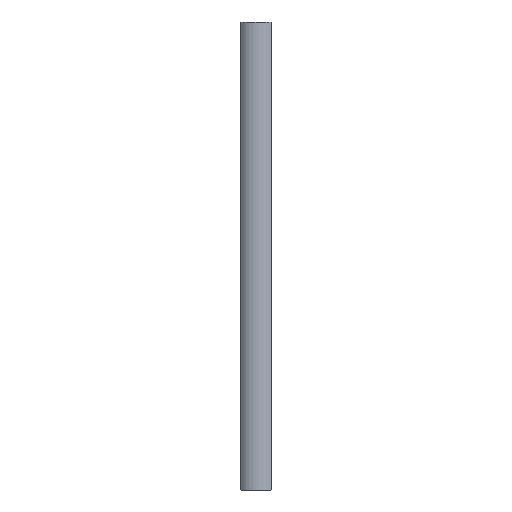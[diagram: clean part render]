
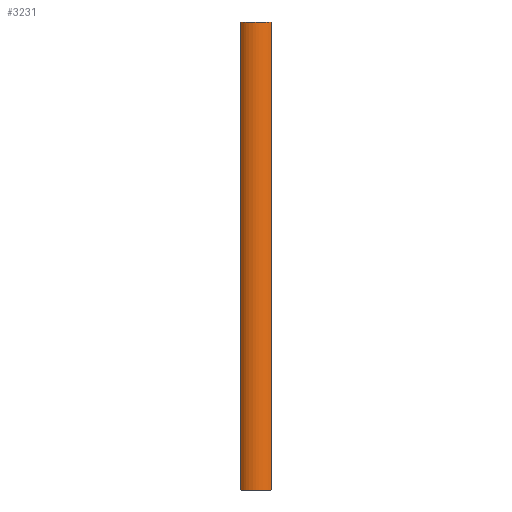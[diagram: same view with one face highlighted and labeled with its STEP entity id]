
A CAD part, front view. The second image highlights one B-rep face of the part: STEP entity #3231.
In plain terms, the highlighted cylindrical face has radius 45 mm (diameter 90 mm), a partial arc.
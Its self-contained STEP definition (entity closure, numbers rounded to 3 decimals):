
#198 = CARTESIAN_POINT ( 'NONE',  ( 32., -31.639, -1000. ) ) ;
#338 = EDGE_CURVE ( 'NONE', #1972, #1727, #1384, .T. ) ;
#399 =( BOUNDED_CURVE ( )  B_SPLINE_CURVE ( 3, ( #638, #1343, #1641, #3001 ),
 .UNSPECIFIED., .F., .T. ) 
 B_SPLINE_CURVE_WITH_KNOTS ( ( 4, 4 ),
 ( 0.778, 0.78 ),
 .UNSPECIFIED. ) 
 CURVE ( )  GEOMETRIC_REPRESENTATION_ITEM ( )  RATIONAL_B_SPLINE_CURVE ( ( 1., 1., 1., 1. ) ) 
 REPRESENTATION_ITEM ( '' )  );
#482 = CARTESIAN_POINT ( 'NONE',  ( 32., -31.639, 0. ) ) ;
#579 = DIRECTION ( 'NONE',  ( 1., 0., 0. ) ) ;
#638 = CARTESIAN_POINT ( 'NONE',  ( 32.069, -31.569, -999.931 ) ) ;
#744 = LINE ( 'NONE', #766, #943 ) ;
#766 = CARTESIAN_POINT ( 'NONE',  ( -32.069, -31.569, -4000. ) ) ;
#789 = ORIENTED_EDGE ( 'NONE', *, *, #2830, .T. ) ;
#864 = CARTESIAN_POINT ( 'NONE',  ( 32.046, -31.592, -0.046 ) ) ;
#934 = CARTESIAN_POINT ( 'NONE',  ( 0., 0., -1000. ) ) ;
#943 = VECTOR ( 'NONE', #1447, 1000. ) ;
#1031 = ORIENTED_EDGE ( 'NONE', *, *, #2869, .T. ) ;
#1049 = ORIENTED_EDGE ( 'NONE', *, *, #338, .F. ) ;
#1074 = CIRCLE ( 'NONE', #2977, 45. ) ;
#1092 = CARTESIAN_POINT ( 'NONE',  ( -32.023, -31.615, -0.023 ) ) ;
#1096 = VECTOR ( 'NONE', #3536, 1000. ) ;
#1109 = LINE ( 'NONE', #3755, #1096 ) ;
#1198 = VERTEX_POINT ( 'NONE', #2352 ) ;
#1244 = VERTEX_POINT ( 'NONE', #482 ) ;
#1321 = EDGE_CURVE ( 'NONE', #1198, #1781, #1440, .T. ) ;
#1343 = CARTESIAN_POINT ( 'NONE',  ( 32.046, -31.592, -999.954 ) ) ;
#1384 =( BOUNDED_CURVE ( )  B_SPLINE_CURVE ( 3, ( #1963, #2296, #3977, #4334 ),
 .UNSPECIFIED., .F., .T. ) 
 B_SPLINE_CURVE_WITH_KNOTS ( ( 4, 4 ),
 ( 5.503, 5.506 ),
 .UNSPECIFIED. ) 
 CURVE ( )  GEOMETRIC_REPRESENTATION_ITEM ( )  RATIONAL_B_SPLINE_CURVE ( ( 1., 1., 1., 1. ) ) 
 REPRESENTATION_ITEM ( '' )  );
#1440 =( BOUNDED_CURVE ( )  B_SPLINE_CURVE ( 3, ( #4100, #1092, #3886, #3223 ),
 .UNSPECIFIED., .F., .F. ) 
 B_SPLINE_CURVE_WITH_KNOTS ( ( 4, 4 ),
 ( 2.362, 2.364 ),
 .UNSPECIFIED. ) 
 CURVE ( )  GEOMETRIC_REPRESENTATION_ITEM ( )  RATIONAL_B_SPLINE_CURVE ( ( 1., 1., 1., 1. ) ) 
 REPRESENTATION_ITEM ( '' )  );
#1447 = DIRECTION ( 'NONE',  ( 0., 0., -1. ) ) ;
#1451 = EDGE_CURVE ( 'NONE', #1920, #1972, #4090, .T. ) ;
#1520 = CARTESIAN_POINT ( 'NONE',  ( 0., 0., -4000. ) ) ;
#1563 = CARTESIAN_POINT ( 'NONE',  ( -32., -31.639, -1000. ) ) ;
#1598 = EDGE_CURVE ( 'NONE', #1198, #1244, #1074, .T. ) ;
#1641 = CARTESIAN_POINT ( 'NONE',  ( 32.023, -31.615, -999.977 ) ) ;
#1695 = DIRECTION ( 'NONE',  ( 0., -1., 0. ) ) ;
#1727 = VERTEX_POINT ( 'NONE', #3290 ) ;
#1781 = VERTEX_POINT ( 'NONE', #3387 ) ;
#1798 = EDGE_LOOP ( 'NONE', ( #3576, #1031, #789, #3355, #2968, #3987, #1049, #2168 ) ) ;
#1857 = DIRECTION ( 'NONE',  ( 0., 0., 1. ) ) ;
#1920 = VERTEX_POINT ( 'NONE', #198 ) ;
#1963 = CARTESIAN_POINT ( 'NONE',  ( -32., -31.639, -1000. ) ) ;
#1972 = VERTEX_POINT ( 'NONE', #1563 ) ;
#2129 = CARTESIAN_POINT ( 'NONE',  ( 32.069, -31.569, -0.069 ) ) ;
#2140 = VERTEX_POINT ( 'NONE', #2843 ) ;
#2151 = VERTEX_POINT ( 'NONE', #2129 ) ;
#2168 = ORIENTED_EDGE ( 'NONE', *, *, #1451, .F. ) ;
#2199 = CYLINDRICAL_SURFACE ( 'NONE', #2773, 45. ) ;
#2215 = EDGE_CURVE ( 'NONE', #2140, #1920, #399, .T. ) ;
#2296 = CARTESIAN_POINT ( 'NONE',  ( -32.023, -31.615, -999.977 ) ) ;
#2318 = EDGE_CURVE ( 'NONE', #1781, #1727, #744, .T. ) ;
#2352 = CARTESIAN_POINT ( 'NONE',  ( -32., -31.639, 0. ) ) ;
#2493 = CARTESIAN_POINT ( 'NONE',  ( 0., 0., 0. ) ) ;
#2637 =( BOUNDED_CURVE ( )  B_SPLINE_CURVE ( 3, ( #3798, #864, #3408, #4119 ),
 .UNSPECIFIED., .F., .T. ) 
 B_SPLINE_CURVE_WITH_KNOTS ( ( 4, 4 ),
 ( 3.919, 3.921 ),
 .UNSPECIFIED. ) 
 CURVE ( )  GEOMETRIC_REPRESENTATION_ITEM ( )  RATIONAL_B_SPLINE_CURVE ( ( 1., 1., 1., 1. ) ) 
 REPRESENTATION_ITEM ( '' )  );
#2689 = DIRECTION ( 'NONE',  ( 0., 0., -1. ) ) ;
#2773 = AXIS2_PLACEMENT_3D ( 'NONE', #1520, #4163, #3543 ) ;
#2830 = EDGE_CURVE ( 'NONE', #2151, #1244, #2637, .T. ) ;
#2843 = CARTESIAN_POINT ( 'NONE',  ( 32.069, -31.569, -999.931 ) ) ;
#2869 = EDGE_CURVE ( 'NONE', #2140, #2151, #1109, .T. ) ;
#2968 = ORIENTED_EDGE ( 'NONE', *, *, #1321, .T. ) ;
#2977 = AXIS2_PLACEMENT_3D ( 'NONE', #2493, #1857, #579 ) ;
#3001 = CARTESIAN_POINT ( 'NONE',  ( 32., -31.639, -1000. ) ) ;
#3040 = AXIS2_PLACEMENT_3D ( 'NONE', #934, #2689, #1695 ) ;
#3223 = CARTESIAN_POINT ( 'NONE',  ( -32.069, -31.569, -0.069 ) ) ;
#3231 = ADVANCED_FACE ( 'NONE', ( #3477 ), #2199, .T. ) ;
#3290 = CARTESIAN_POINT ( 'NONE',  ( -32.069, -31.569, -999.931 ) ) ;
#3355 = ORIENTED_EDGE ( 'NONE', *, *, #1598, .F. ) ;
#3387 = CARTESIAN_POINT ( 'NONE',  ( -32.069, -31.569, -0.069 ) ) ;
#3408 = CARTESIAN_POINT ( 'NONE',  ( 32.023, -31.615, -0.023 ) ) ;
#3477 = FACE_OUTER_BOUND ( 'NONE', #1798, .T. ) ;
#3536 = DIRECTION ( 'NONE',  ( 0., 0., 1. ) ) ;
#3543 = DIRECTION ( 'NONE',  ( 1., 0., 0. ) ) ;
#3576 = ORIENTED_EDGE ( 'NONE', *, *, #2215, .F. ) ;
#3755 = CARTESIAN_POINT ( 'NONE',  ( 32.069, -31.569, -4000. ) ) ;
#3798 = CARTESIAN_POINT ( 'NONE',  ( 32.069, -31.569, -0.069 ) ) ;
#3886 = CARTESIAN_POINT ( 'NONE',  ( -32.046, -31.592, -0.046 ) ) ;
#3977 = CARTESIAN_POINT ( 'NONE',  ( -32.046, -31.592, -999.954 ) ) ;
#3987 = ORIENTED_EDGE ( 'NONE', *, *, #2318, .T. ) ;
#4090 = CIRCLE ( 'NONE', #3040, 45. ) ;
#4100 = CARTESIAN_POINT ( 'NONE',  ( -32., -31.639, 0. ) ) ;
#4119 = CARTESIAN_POINT ( 'NONE',  ( 32., -31.639, 0. ) ) ;
#4163 = DIRECTION ( 'NONE',  ( 0., 0., 1. ) ) ;
#4334 = CARTESIAN_POINT ( 'NONE',  ( -32.069, -31.569, -999.931 ) ) ;
